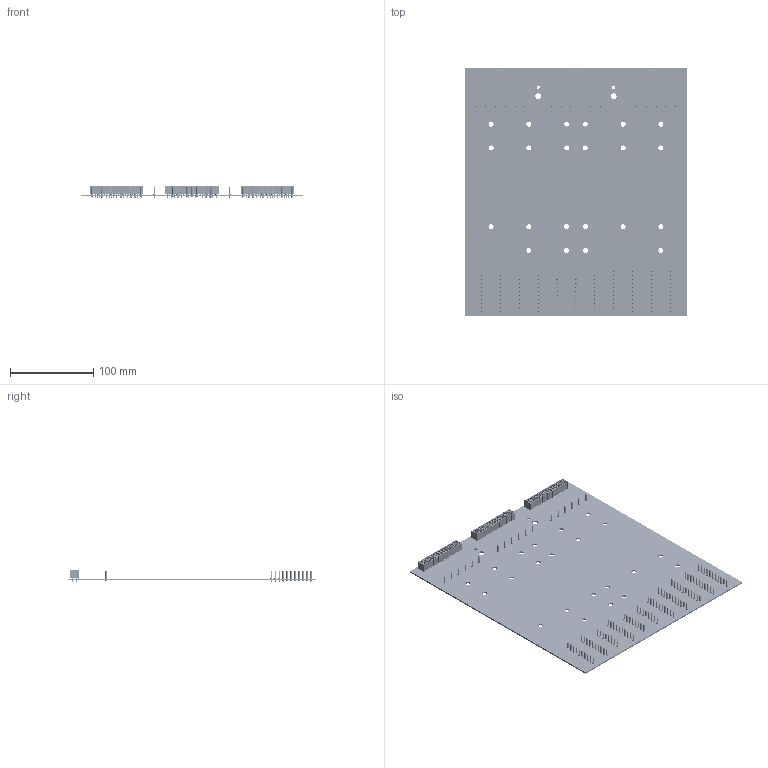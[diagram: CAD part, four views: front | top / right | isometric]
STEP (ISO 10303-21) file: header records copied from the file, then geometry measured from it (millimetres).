
FILE_DESCRIPTION(('Open CASCADE Model'),'2;1');
FILE_NAME('Open CASCADE Shape Model','2019-10-30T19:36:51',('Author'),( 'Open CASCADE'),'Open CASCADE STEP processor 6.8','Open CASCADE 6.8' ,'Unknown');
FILE_SCHEMA(('AUTOMOTIVE_DESIGN { 1 0 10303 214 1 1 1 1 }'));
Length unit declared in the file: millimetre
Products named in the file (136): PCB; Board; Open CASCADE STEP translator 6.8 2.1.1; JP_JPL_ZERO_5; keystone-PN1362-2; JP_JPL_ZERO_6; JP_JPL_ZERO_3; JP_JPL_ZERO_4; JP_JPL_ZERO_2; JP_JPL_ZERO_1; JP_JPL_ONE_5; JP_JPL_ONE_6; JP_JPL_ONE_3; JP_JPL_ONE_4; JP_JPL_ONE_2; JP_JPL_ONE_1; JP_JPU_TWO_2; JP_JPU_TWO_17; JP_JPU_TWO_5; JP_JPU_TWO_20; JP_JPU_TWO_16; JP_JPU_TWO_1; JP_JPU_ZERO_23; JP_PT_ZERO_ONE_2; JP_PT_ZERO_ONE_1; JP_JPU_ZERO_29; JP_JPU_ZERO_28; JP_JPU_ZERO_30; JP_JPU_ZERO_27; JP_JPU_ZERO_14; JP_JPU_ZERO_13; JP_JPU_ZERO_15; JP_JPU_ZERO_12; JP_JPU_ZERO_8; JP_JPU_ZERO_25; JP_JPU_ZERO_10; JP_JPU_ZERO_24; JP_PT_ONE_TWO_2; JP_JPU_ZERO_22; JP_JPU_ZERO_26 ...
Assembly tree (262 placements, depth 4):
  PCB
    Board
      Open CASCADE STEP translator 6.8 2.1.1
    JP_JPL_ZERO_5
      keystone-PN1362-2
    JP_JPL_ZERO_6
      keystone-PN1362-2
    JP_JPL_ZERO_3
      keystone-PN1362-2
    JP_JPL_ZERO_4
      keystone-PN1362-2
    JP_JPL_ZERO_2
      keystone-PN1362-2
    JP_JPL_ZERO_1
      keystone-PN1362-2
    JP_JPL_ONE_5
      keystone-PN1362-2
    JP_JPL_ONE_6
      keystone-PN1362-2
    JP_JPL_ONE_3
      keystone-PN1362-2
    JP_JPL_ONE_4
      keystone-PN1362-2
    JP_JPL_ONE_2
      keystone-PN1362-2
    JP_JPL_ONE_1
      keystone-PN1362-2
    JP_JPU_TWO_2
      keystone-PN1362-2
    JP_JPU_TWO_17
      keystone-PN1362-2
    JP_JPU_TWO_5
      keystone-PN1362-2
    JP_JPU_TWO_20
      keystone-PN1362-2
    JP_JPU_TWO_16
      keystone-PN1362-2
    JP_JPU_TWO_1
      keystone-PN1362-2
    JP_JPU_ZERO_23
      keystone-PN1362-2
    JP_PT_ZERO_ONE_2
      keystone-PN1362-2
    JP_PT_ZERO_ONE_1
      keystone-PN1362-2
    JP_JPU_ZERO_29
      keystone-PN1362-2
    JP_JPU_ZERO_28
      keystone-PN1362-2
    JP_JPU_ZERO_30
      keystone-PN1362-2
    JP_JPU_ZERO_27
      keystone-PN1362-2
    JP_JPU_ZERO_14
      keystone-PN1362-2
    JP_JPU_ZERO_13
      keystone-PN1362-2
    JP_JPU_ZERO_15
      keystone-PN1362-2
    JP_JPU_ZERO_12
Bounding box: 266 x 298 x 13.77 mm (x, y, z)
Volume: 156931.6 mm3; surface area: 197295.2 mm2
Topology: 133 solids, 133 shells, 4853 faces, 11079 edges, 6756 vertices
Faces by surface type: plane 2343, cone 1260, cylinder 1250
Full cylindrical faces by diameter (mm): 1.702 x126, 1.829 x90, 4 x2, 6 x22, 7 x2
Entity records: 37744 total; most frequent: DIRECTION 5337, CARTESIAN_POINT 5283, ORIENTED_EDGE 4922, EDGE_CURVE 2461, LINE 1955, VECTOR 1955, AXIS2_PLACEMENT_3D 1691, VERTEX_POINT 1637
